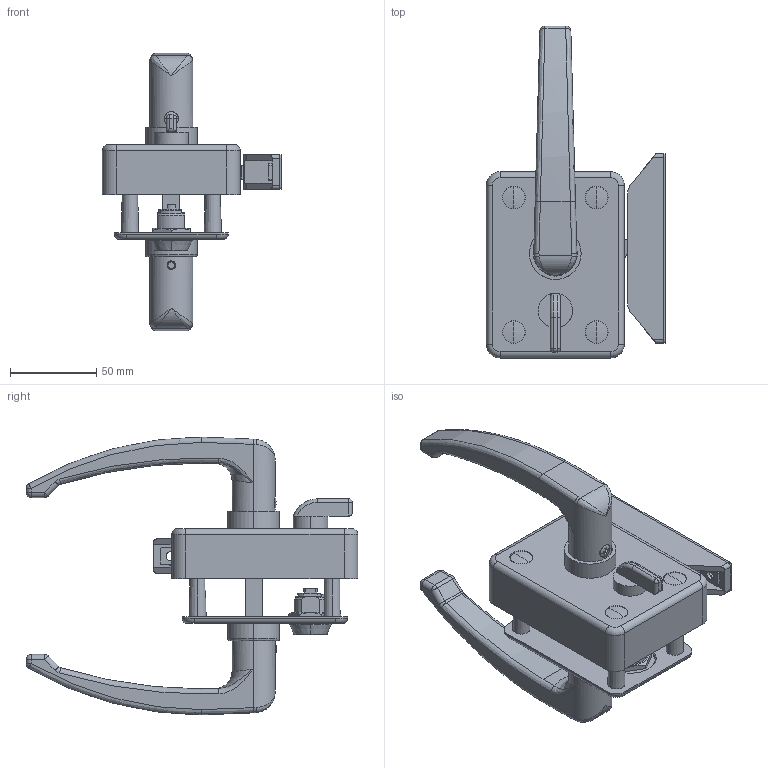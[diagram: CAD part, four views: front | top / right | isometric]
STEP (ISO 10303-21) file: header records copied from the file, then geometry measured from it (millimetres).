
FILE_DESCRIPTION (( 'STEP AP203' ), '1' );
FILE_NAME ('A-353-1S-R.STEP', '2022-09-02T02:01:16', ( '' ), ( '' ), 'SwSTEP 2.0', 'SolidWorks 2021', '' );
FILE_SCHEMA (( 'CONFIG_CONTROL_DESIGN' ));
Length unit declared in the file: millimetre
Products named in the file (28): 廫帤寠晅側傋偹偠M4僩儔僗_M4亊6; A-353僄僗僇僢僠儑儞S_; A-353受け用座金_; A-353受け用ライナー_; 榋妏寠晅巭傔偹偠M5_M5亊8; A-353ハンドル角棒_; C-178-T_SUS僉儍僢僾_; A-353-1S-R錠ケースカバー_; A-353儚僢僔儍__億儕僗儔僀僟乕14亊18亊0.25; C-178-T_公; A-353-1S-R僴儞僪儖__撪懁; 廫帤寠晅側傋偹偠M4僩儔僗_M4亊8; C-178-T_M19僫僢僩; A-353錠ケースR_; T0230-4rotor_公_T0230-4; C-178-T_90亱僇儉_; A-353丸皿小ネジ_; A-353儘僢僋僇儉R-1S_; A-353-1S-R; A-353ワッシャ__樹脂18×23×1; A-353目隠しキャップ_; C-178-T_ハウジング_; A-353カマ_; A-353錠ケースベースプレート_; A-353サムターン_; A-353-1S-R僴儞僪儖__奜懁; A-353受け_; A-353ワッシャ__樹脂16×28×0.8
Assembly tree (37 placements, depth 3):
  A-353-1S-R
    A-353錠ケースR_
    A-353サムターン_
    A-353-1S-R僴儞僪儖__撪懁
    A-353ワッシャ__樹脂18×23×1  x2
    A-353-1S-R錠ケースカバー_
    A-353僄僗僇僢僠儑儞S_
    A-353-1S-R僴儞僪儖__奜懁
    A-353儚僢僔儍__億儕僗儔僀僟乕14亊18亊0.25
    A-353カマ_
    A-353ハンドル角棒_
    A-353錠ケースベースプレート_
    A-353ワッシャ__樹脂16×28×0.8
    A-353儘僢僋僇儉R-1S_
    C-178-T_公
      C-178-T_ハウジング_
      C-178-T_SUS僉儍僢僾_
      C-178-T_M19僫僢僩
      C-178-T_90亱僇儉_
      T0230-4rotor_公_T0230-4
    A-353目隠しキャップ_  x4
    A-353受け_
    A-353受け用ライナー_
    A-353受け用座金_  x2
    榋妏寠晅巭傔偹偠M5_M5亊8
    A-353丸皿小ネジ_
    廫帤寠晅側傋偹偠M4僩儔僗_M4亊8  x4
    廫帤寠晅側傋偹偠M4僩儔僗_M4亊6  x3
Bounding box: 104 x 192.5 x 161 mm (x, y, z)
Volume: 296234.9 mm3; surface area: 154240 mm2
Topology: 36 solids, 36 shells, 1188 faces, 2914 edges, 1825 vertices
Faces by surface type: plane 515, cylinder 447, cone 130, sphere 40, bspline 30, torus 26
Entity records: 32003 total; most frequent: CARTESIAN_POINT 6744, DIRECTION 4859, ORIENTED_EDGE 4396, EDGE_CURVE 2198, AXIS2_PLACEMENT_3D 1880, VERTEX_POINT 1405, LINE 1099, VECTOR 1099
